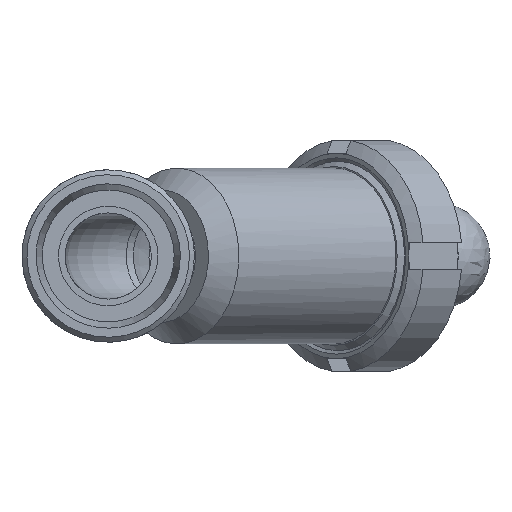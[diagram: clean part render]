
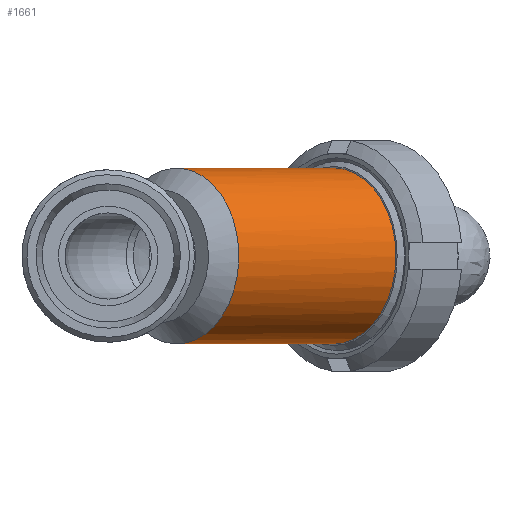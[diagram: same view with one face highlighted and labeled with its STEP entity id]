
A CAD part, front view. The second image highlights one B-rep face of the part: STEP entity #1661.
In plain terms, the highlighted cylindrical face has radius 26.5 mm (diameter 53 mm), a full revolution.
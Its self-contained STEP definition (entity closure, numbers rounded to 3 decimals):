
#82=B_SPLINE_CURVE_WITH_KNOTS('',3,(#2811,#2812,#2813,#2814,#2815,#2816,
#2817,#2818,#2819,#2820,#2821,#2822,#2823,#2824,#2825,#2826,#2827,#2828,
#2829,#2830),.UNSPECIFIED.,.T.,.F.,(4,1,1,1,1,1,1,1,1,1,1,1,1,1,1,1,1,4),
(-8.96,-8.32,-7.68,-7.04,
-6.72,-6.4,-5.547,-5.12,
-4.693,-4.267,-3.84,-3.2,
-2.88,-2.56,-1.92,-1.28,
-0.64,0.),.UNSPECIFIED.);
#118=CYLINDRICAL_SURFACE('',#1845,26.5);
#218=FACE_BOUND('',#491,.T.);
#219=FACE_BOUND('',#492,.T.);
#319=FACE_OUTER_BOUND('',#490,.T.);
#490=EDGE_LOOP('',(#1167));
#491=EDGE_LOOP('',(#1168));
#492=EDGE_LOOP('',(#1169));
#691=CIRCLE('',#1846,26.5);
#692=CIRCLE('',#1847,26.5);
#810=VERTEX_POINT('',#2806);
#811=VERTEX_POINT('',#2808);
#812=VERTEX_POINT('',#2810);
#957=EDGE_CURVE('',#810,#810,#691,.T.);
#958=EDGE_CURVE('',#811,#811,#692,.T.);
#959=EDGE_CURVE('',#812,#812,#82,.T.);
#1167=ORIENTED_EDGE('',*,*,#957,.F.);
#1168=ORIENTED_EDGE('',*,*,#958,.F.);
#1169=ORIENTED_EDGE('',*,*,#959,.F.);
#1661=ADVANCED_FACE('',(#319,#218,#219),#118,.T.);
#1845=AXIS2_PLACEMENT_3D('',#2805,#2177,#2178);
#1846=AXIS2_PLACEMENT_3D('',#2807,#2179,#2180);
#1847=AXIS2_PLACEMENT_3D('',#2809,#2181,#2182);
#2177=DIRECTION('center_axis',(0.707,0.707,0.));
#2178=DIRECTION('ref_axis',(0.,0.,
-1.));
#2179=DIRECTION('center_axis',(-0.707,-0.707,0.));
#2180=DIRECTION('ref_axis',(-0.567,0.567,0.598));
#2181=DIRECTION('center_axis',(0.707,0.707,0.));
#2182=DIRECTION('ref_axis',(-0.707,0.707,0.007));
#2805=CARTESIAN_POINT('Origin',(9.983,6.076,0.));
#2806=CARTESIAN_POINT('',(-28.72,-2.597,15.854));
#2807=CARTESIAN_POINT('Origin',(-13.705,-17.612,0.));
#2808=CARTESIAN_POINT('',(14.933,48.502,0.195));
#2809=CARTESIAN_POINT('Origin',(33.671,29.764,0.));
#2810=CARTESIAN_POINT('',(-8.284,17.979,-15.72));
#2811=CARTESIAN_POINT('Ctrl Pts',(-8.281,17.976,-15.724));
#2812=CARTESIAN_POINT('Ctrl Pts',(-10.174,16.083,-15.724));
#2813=CARTESIAN_POINT('Ctrl Pts',(-14.571,12.964,-14.565));
#2814=CARTESIAN_POINT('Ctrl Pts',(-20.606,10.429,-10.197));
#2815=CARTESIAN_POINT('Ctrl Pts',(-23.804,9.412,-4.827));
#2816=CARTESIAN_POINT('Ctrl Pts',(-24.48,9.206,-0.007));
#2817=CARTESIAN_POINT('Ctrl Pts',(-23.7,9.451,5.63));
#2818=CARTESIAN_POINT('Ctrl Pts',(-19.961,10.609,10.843));
#2819=CARTESIAN_POINT('Ctrl Pts',(-14.525,13.162,14.313));
#2820=CARTESIAN_POINT('Ctrl Pts',(-10.194,16.012,15.782));
#2821=CARTESIAN_POINT('Ctrl Pts',(-6.335,19.867,15.78));
#2822=CARTESIAN_POINT('Ctrl Pts',(-3.009,24.918,14.091));
#2823=CARTESIAN_POINT('Ctrl Pts',(-1.158,29.284,10.927));
#2824=CARTESIAN_POINT('Ctrl Pts',(-0.126,32.207,7.002));
#2825=CARTESIAN_POINT('Ctrl Pts',(0.487,34.167,2.492));
#2826=CARTESIAN_POINT('Ctrl Pts',(0.49,34.157,-3.729));
#2827=CARTESIAN_POINT('Ctrl Pts',(-0.734,30.296,-10.205));
#2828=CARTESIAN_POINT('Ctrl Pts',(-3.27,24.268,-14.56));
#2829=CARTESIAN_POINT('Ctrl Pts',(-6.388,19.869,-15.725));
#2830=CARTESIAN_POINT('Ctrl Pts',(-8.281,17.976,-15.724));
